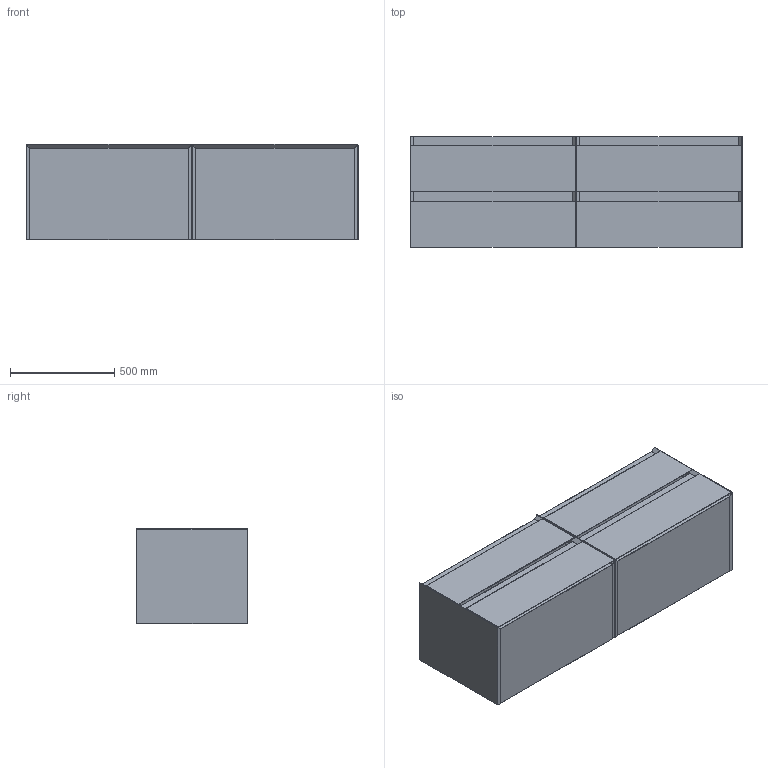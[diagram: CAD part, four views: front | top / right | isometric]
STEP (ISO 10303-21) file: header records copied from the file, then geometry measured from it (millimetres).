
FILE_DESCRIPTION (( 'STEP AP214' ), '1' );
FILE_NAME ('UNI160W4_STEP_v10424.STEP', '2024-04-08T11:51:34', ( '' ), ( '' ), 'SwSTEP 2.0', 'SolidWorks 2019', '' );
FILE_SCHEMA (( 'AUTOMOTIVE_DESIGN' ));
Length unit declared in the file: millimetre
Products named in the file (4): Carcass_v10722_80 2D; UNI160W4_STEP_v10424; Drawers_v10722_80cm Bottom Drawer; Drawers_v10722_80cm Top Drawer
Assembly tree (6 placements, depth 2):
  UNI160W4_STEP_v10424
    Carcass_v10722_80 2D  x2
    Drawers_v10722_80cm Bottom Drawer  x2
    Drawers_v10722_80cm Top Drawer  x2
Bounding box: 1590 x 530 x 455 mm (x, y, z)
Volume: 76092794.6 mm3; surface area: 9801981.6 mm2
Topology: 36 solids, 36 shells, 570 faces, 1270 edges, 664 vertices
Faces by surface type: plane 262, cylinder 196, sphere 108, torus 4
Entity records: 7550 total; most frequent: DIRECTION 1343, CARTESIAN_POINT 1223, ORIENTED_EDGE 1154, EDGE_CURVE 577, AXIS2_PLACEMENT_3D 480, LINE 383, VECTOR 383, VERTEX_POINT 328
